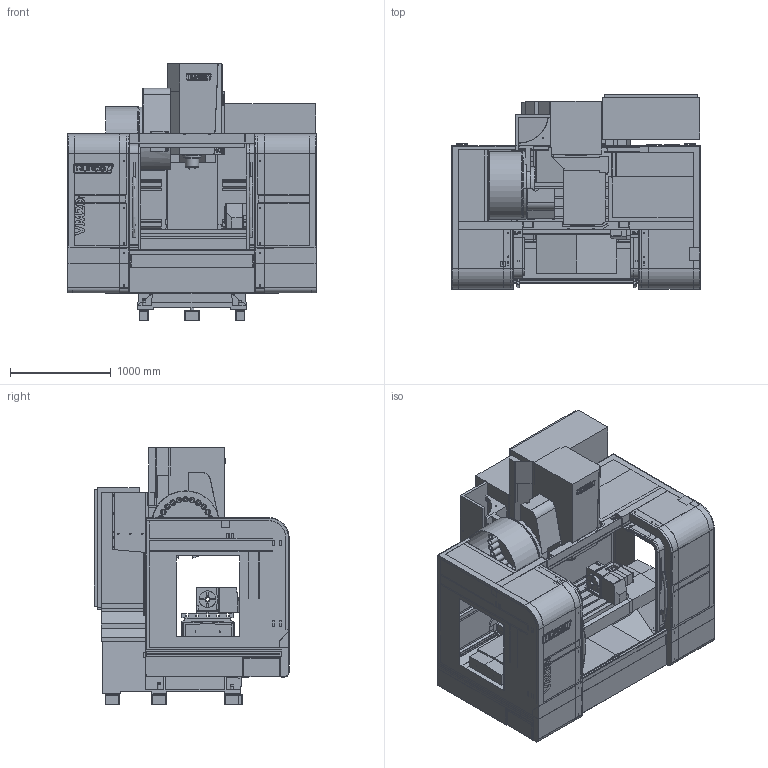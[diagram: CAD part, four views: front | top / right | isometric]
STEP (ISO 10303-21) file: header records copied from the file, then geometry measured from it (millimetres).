
FILE_DESCRIPTION(('FreeCAD Model'),'2;1');
FILE_NAME('Open CASCADE Shape Model','2025-05-09T20:03:16',('FreeCAD'),( 'FreeCAD'),'Open CASCADE STEP processor 7.6','FreeCAD','Unknown');
FILE_SCHEMA(('AUTOMOTIVE_DESIGN { 1 0 10303 214 1 1 1 1 }'));
Products named in the file (1): Open CASCADE STEP translator 7.6 1
Bounding box: 2464 x 1934.46 x 2542.01 mm (x, y, z)
Volume: 2135474461.6 mm3; surface area: 73936233.8 mm2
Topology: 16 solids, 49 shells, 4191 faces, 11495 edges, 7507 vertices
Faces by surface type: plane 3143, cylinder 791, cone 93, extrusion 88, sphere 67, torus 9
Full cylindrical faces by diameter (mm): 4 x6, 4.2 x1, 5 x7, 5.5 x2, 6 x13, 6.8 x4, 7 x9, 7.8 x2, 8 x7, 8.433 x1, 8.5 x7, 9 x10, 9.5 x4, 10.2 x1, 11 x2, 12 x1, 13 x6, 14 x10, 15 x1, 16 x1, 20 x3, 21 x11, 29 x1, 33 x4, 36 x11, 39.8 x2, 44.45 x24, 45 x1, 50 x1, 55 x24
Entity records: 136529 total; most frequent: CARTESIAN_POINT 29686, ORIENTED_EDGE 22842, DIRECTION 20857, EDGE_CURVE 11421, VECTOR 8735, LINE 8647, VERTEX_POINT 7504, AXIS2_PLACEMENT_3D 6061
